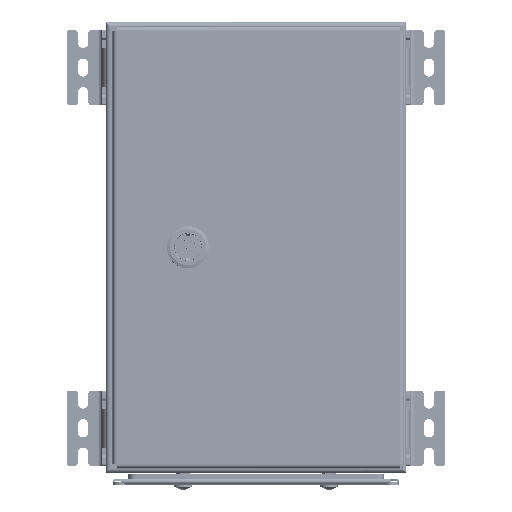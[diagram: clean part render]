
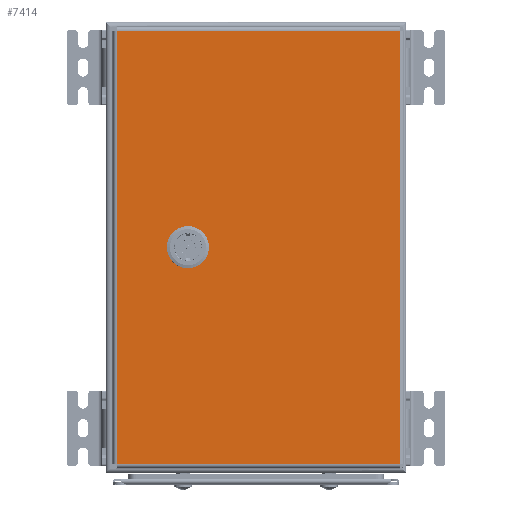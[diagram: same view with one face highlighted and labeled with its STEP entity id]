
A CAD part, top view. The second image highlights one B-rep face of the part: STEP entity #7414.
In plain terms, the highlighted planar face has unit normal (0, 0, 1).
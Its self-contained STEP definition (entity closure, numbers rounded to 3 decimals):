
#440 = DIRECTION ( 'NONE',  ( 1., 0., 0. ) ) ;
#884 = DIRECTION ( 'NONE',  ( -1., 0., 0. ) ) ;
#1098 = VERTEX_POINT ( 'NONE', #23167 ) ;
#2194 = ORIENTED_EDGE ( 'NONE', *, *, #27244, .F. ) ;
#3007 = DIRECTION ( 'NONE',  ( 0., 0., -1. ) ) ;
#3049 = ORIENTED_EDGE ( 'NONE', *, *, #21983, .T. ) ;
#3162 = AXIS2_PLACEMENT_3D ( 'NONE', #36417, #46316, #24802 ) ;
#4151 = VECTOR ( 'NONE', #53511, 1000. ) ;
#4247 = CIRCLE ( 'NONE', #36910, 11.25 ) ;
#4844 = CARTESIAN_POINT ( 'NONE',  ( -36.75, -4.637, 0. ) ) ;
#5647 = EDGE_CURVE ( 'NONE', #7152, #29731, #61632, .T. ) ;
#5850 = VERTEX_POINT ( 'NONE', #32323 ) ;
#5870 = CARTESIAN_POINT ( 'NONE',  ( -94.793, -144., 0. ) ) ;
#5903 = CARTESIAN_POINT ( 'NONE',  ( -94., 144., 0. ) ) ;
#7152 = VERTEX_POINT ( 'NONE', #4844 ) ;
#7414 = ADVANCED_FACE ( 'NONE', ( #68205, #45696 ), #29780, .F. ) ;
#8566 = DIRECTION ( 'NONE',  ( 0., 1., 0. ) ) ;
#9076 = DIRECTION ( 'NONE',  ( 1., 0., 0. ) ) ;
#9426 = VERTEX_POINT ( 'NONE', #5903 ) ;
#10733 = CARTESIAN_POINT ( 'NONE',  ( 94.793, 144., 0. ) ) ;
#11151 = DIRECTION ( 'NONE',  ( 0., 1., 0. ) ) ;
#12380 = ORIENTED_EDGE ( 'NONE', *, *, #23521, .T. ) ;
#12600 = CARTESIAN_POINT ( 'NONE',  ( -36.75, 0., 0. ) ) ;
#12863 = ORIENTED_EDGE ( 'NONE', *, *, #22819, .F. ) ;
#14112 = ORIENTED_EDGE ( 'NONE', *, *, #26872, .T. ) ;
#14192 = VECTOR ( 'NONE', #440, 1000. ) ;
#15744 = CARTESIAN_POINT ( 'NONE',  ( -57.25, -4.637, 0. ) ) ;
#15957 = CARTESIAN_POINT ( 'NONE',  ( -47., 0., 0. ) ) ;
#17039 = LINE ( 'NONE', #10733, #26791 ) ;
#18260 = DIRECTION ( 'NONE',  ( 0., 1., 0. ) ) ;
#18918 = CIRCLE ( 'NONE', #3162, 11.25 ) ;
#19872 = ORIENTED_EDGE ( 'NONE', *, *, #36076, .T. ) ;
#20039 = CIRCLE ( 'NONE', #69559, 11.25 ) ;
#20258 = DIRECTION ( 'NONE',  ( 1., 0., 0. ) ) ;
#20550 = LINE ( 'NONE', #35343, #55086 ) ;
#20958 = DIRECTION ( 'NONE',  ( 0., 0., 1. ) ) ;
#21010 = ORIENTED_EDGE ( 'NONE', *, *, #47431, .T. ) ;
#21333 = VERTEX_POINT ( 'NONE', #28403 ) ;
#21562 = ORIENTED_EDGE ( 'NONE', *, *, #46033, .F. ) ;
#21983 = EDGE_CURVE ( 'NONE', #43906, #21333, #37988, .T. ) ;
#22819 = EDGE_CURVE ( 'NONE', #52935, #25153, #54757, .T. ) ;
#23167 = CARTESIAN_POINT ( 'NONE',  ( -42.363, 10.25, 0. ) ) ;
#23521 = EDGE_CURVE ( 'NONE', #9426, #56518, #54859, .T. ) ;
#24633 = CARTESIAN_POINT ( 'NONE',  ( -47., 0., 0. ) ) ;
#24802 = DIRECTION ( 'NONE',  ( 1., 0., 0. ) ) ;
#25153 = VERTEX_POINT ( 'NONE', #26154 ) ;
#26154 = CARTESIAN_POINT ( 'NONE',  ( -42.363, -10.25, 0. ) ) ;
#26791 = VECTOR ( 'NONE', #884, 1000. ) ;
#26872 = EDGE_CURVE ( 'NONE', #21333, #9426, #17039, .T. ) ;
#27030 = CARTESIAN_POINT ( 'NONE',  ( 94., -144., 0. ) ) ;
#27244 = EDGE_CURVE ( 'NONE', #25153, #7152, #18918, .T. ) ;
#27582 = CARTESIAN_POINT ( 'NONE',  ( 0., -10.25, 0. ) ) ;
#27587 = DIRECTION ( 'NONE',  ( 1., 0., 0. ) ) ;
#27856 = CARTESIAN_POINT ( 'NONE',  ( -47., 0., 0. ) ) ;
#28022 = DIRECTION ( 'NONE',  ( 0., -1., 0. ) ) ;
#28403 = CARTESIAN_POINT ( 'NONE',  ( 94., 144., 0. ) ) ;
#29731 = VERTEX_POINT ( 'NONE', #36064 ) ;
#29780 = PLANE ( 'NONE',  #55919 ) ;
#31190 = CARTESIAN_POINT ( 'NONE',  ( 0., 0., 0. ) ) ;
#32323 = CARTESIAN_POINT ( 'NONE',  ( -51.637, 10.25, 0. ) ) ;
#32331 = VERTEX_POINT ( 'NONE', #15744 ) ;
#32764 = AXIS2_PLACEMENT_3D ( 'NONE', #15957, #20958, #20258 ) ;
#34829 = DIRECTION ( 'NONE',  ( 0., 0., 1. ) ) ;
#35343 = CARTESIAN_POINT ( 'NONE',  ( -57.25, 0., 0. ) ) ;
#35902 = EDGE_LOOP ( 'NONE', ( #21562, #53132, #2194, #12863, #65084, #21010, #60246, #63698 ) ) ;
#36064 = CARTESIAN_POINT ( 'NONE',  ( -36.75, 4.637, 0. ) ) ;
#36076 = EDGE_CURVE ( 'NONE', #56518, #43906, #60140, .T. ) ;
#36417 = CARTESIAN_POINT ( 'NONE',  ( -47., 0., 0. ) ) ;
#36427 = VECTOR ( 'NONE', #18260, 1000. ) ;
#36910 = AXIS2_PLACEMENT_3D ( 'NONE', #24633, #46147, #9076 ) ;
#37319 = CIRCLE ( 'NONE', #32764, 11.25 ) ;
#37988 = LINE ( 'NONE', #59467, #41132 ) ;
#41019 = CARTESIAN_POINT ( 'NONE',  ( -51.637, -10.25, 0. ) ) ;
#41132 = VECTOR ( 'NONE', #11151, 1000. ) ;
#43906 = VERTEX_POINT ( 'NONE', #27030 ) ;
#45696 = FACE_OUTER_BOUND ( 'NONE', #62161, .T. ) ;
#46033 = EDGE_CURVE ( 'NONE', #29731, #1098, #4247, .T. ) ;
#46147 = DIRECTION ( 'NONE',  ( 0., 0., 1. ) ) ;
#46316 = DIRECTION ( 'NONE',  ( 0., 0., 1. ) ) ;
#46738 = CARTESIAN_POINT ( 'NONE',  ( -94., -144., 0. ) ) ;
#47431 = EDGE_CURVE ( 'NONE', #32331, #51438, #20550, .T. ) ;
#48770 = CARTESIAN_POINT ( 'NONE',  ( 0., 10.25, 0. ) ) ;
#49198 = VECTOR ( 'NONE', #28022, 1000. ) ;
#51438 = VERTEX_POINT ( 'NONE', #65791 ) ;
#51666 = EDGE_CURVE ( 'NONE', #32331, #52935, #37319, .T. ) ;
#52935 = VERTEX_POINT ( 'NONE', #41019 ) ;
#53132 = ORIENTED_EDGE ( 'NONE', *, *, #5647, .F. ) ;
#53511 = DIRECTION ( 'NONE',  ( 1., 0., 0. ) ) ;
#53729 = LINE ( 'NONE', #48770, #54439 ) ;
#54439 = VECTOR ( 'NONE', #27587, 1000. ) ;
#54757 = LINE ( 'NONE', #27582, #14192 ) ;
#54859 = LINE ( 'NONE', #55194, #49198 ) ;
#55086 = VECTOR ( 'NONE', #8566, 1000. ) ;
#55194 = CARTESIAN_POINT ( 'NONE',  ( -94., 144.793, 0. ) ) ;
#55919 = AXIS2_PLACEMENT_3D ( 'NONE', #31190, #3007, #56962 ) ;
#56518 = VERTEX_POINT ( 'NONE', #46738 ) ;
#56962 = DIRECTION ( 'NONE',  ( -1., 0., 0. ) ) ;
#57100 = DIRECTION ( 'NONE',  ( 1., 0., 0. ) ) ;
#59467 = CARTESIAN_POINT ( 'NONE',  ( 94., -144.793, 0. ) ) ;
#60140 = LINE ( 'NONE', #5870, #4151 ) ;
#60246 = ORIENTED_EDGE ( 'NONE', *, *, #64361, .F. ) ;
#61632 = LINE ( 'NONE', #12600, #36427 ) ;
#62161 = EDGE_LOOP ( 'NONE', ( #19872, #3049, #14112, #12380 ) ) ;
#63511 = EDGE_CURVE ( 'NONE', #5850, #1098, #53729, .T. ) ;
#63698 = ORIENTED_EDGE ( 'NONE', *, *, #63511, .T. ) ;
#64361 = EDGE_CURVE ( 'NONE', #5850, #51438, #20039, .T. ) ;
#65084 = ORIENTED_EDGE ( 'NONE', *, *, #51666, .F. ) ;
#65791 = CARTESIAN_POINT ( 'NONE',  ( -57.25, 4.637, 0. ) ) ;
#68205 = FACE_BOUND ( 'NONE', #35902, .T. ) ;
#69559 = AXIS2_PLACEMENT_3D ( 'NONE', #27856, #34829, #57100 ) ;
